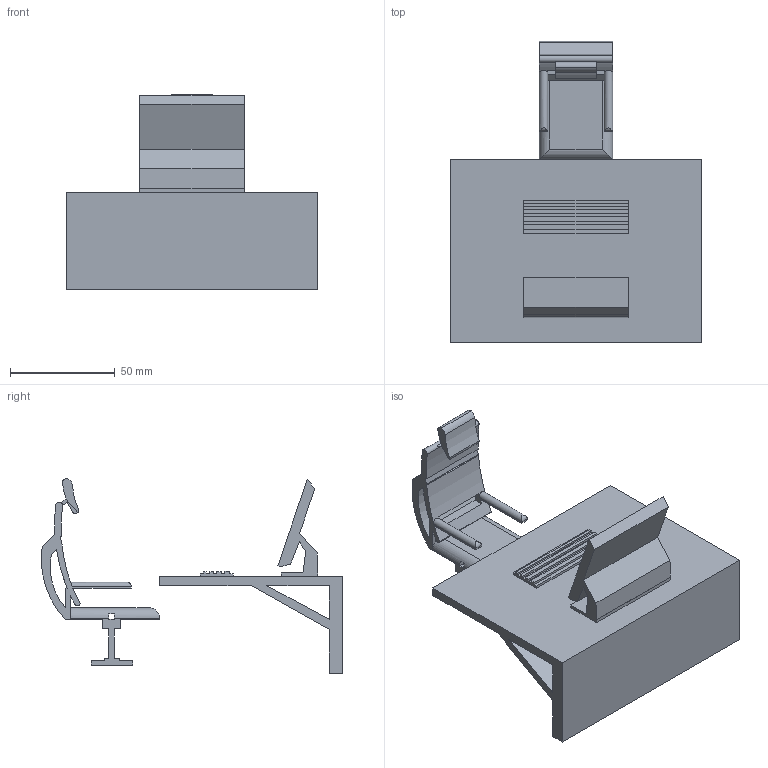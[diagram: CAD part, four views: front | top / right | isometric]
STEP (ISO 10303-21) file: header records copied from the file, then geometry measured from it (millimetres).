
FILE_DESCRIPTION( ( '' ), ' ' );
FILE_NAME( '5e4106b2eed12015b550aa37.step', '2020-02-10T07:31:01', ( '' ), ( '' ), ' ', ' ', ' ' );
FILE_SCHEMA( ( 'AUTOMOTIVE_DESIGN { 1 0 10303 214 1 1 1 1 }' ) );
Length unit declared in the file: metre
Products named in the file (2): Part 2; Part 1
Bounding box: 120 x 144.09 x 93.11 mm (x, y, z)
Volume: 139838.3 mm3; surface area: 64529.8 mm2
Topology: 2 solids, 2 shells, 135 faces, 390 edges, 256 vertices
Faces by surface type: plane 111, cylinder 24
Entity records: 5566 total; most frequent: CARTESIAN_POINT 843, ORIENTED_EDGE 780, DIRECTION 720, EDGE_CURVE 390, LINE 326, VECTOR 326, VERTEX_POINT 256, AXIS2_PLACEMENT_3D 197
